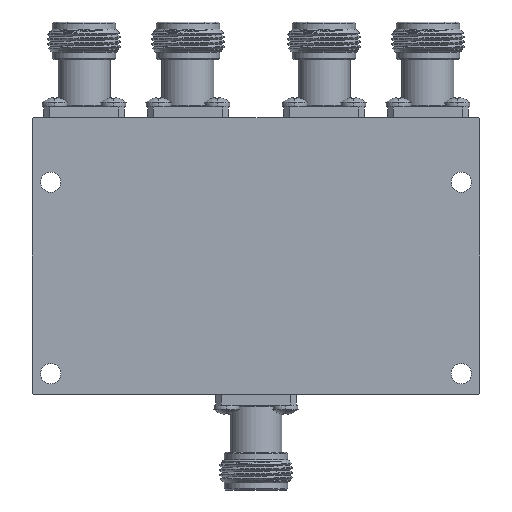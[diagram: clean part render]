
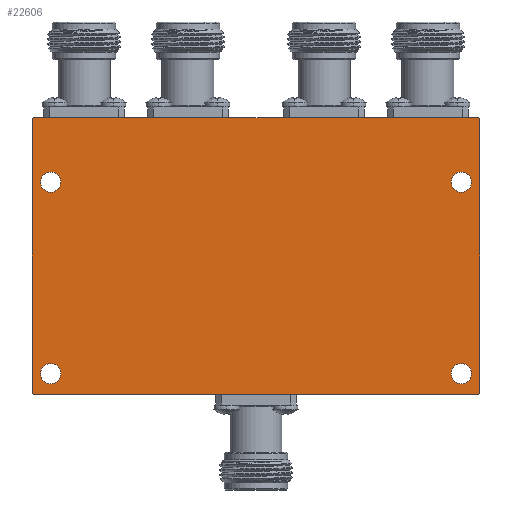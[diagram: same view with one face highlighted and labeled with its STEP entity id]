
A CAD part, front view. The second image highlights one B-rep face of the part: STEP entity #22606.
In plain terms, the highlighted planar face has unit normal (0, -1, 0).
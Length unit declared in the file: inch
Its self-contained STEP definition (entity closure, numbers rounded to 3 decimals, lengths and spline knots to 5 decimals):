
#72 = EDGE_LOOP ( 'NONE', ( #18792, #26506 ) ) ;
#193 = CARTESIAN_POINT ( 'NONE',  ( 1.90945, -0.3937, -1.1611 ) ) ;
#322 = EDGE_CURVE ( 'NONE', #34384, #14708, #23270, .T. ) ;
#730 = EDGE_CURVE ( 'NONE', #1971, #14105, #11160, .T. ) ;
#1558 = CIRCLE ( 'NONE', #7293, 0.02 ) ;
#1716 = CARTESIAN_POINT ( 'NONE',  ( -1.88945, -0.3937, 1.1811 ) ) ;
#1971 = VERTEX_POINT ( 'NONE', #27894 ) ;
#2302 = CARTESIAN_POINT ( 'NONE',  ( 1.90945, -0.3937, 1.1611 ) ) ;
#2478 = ORIENTED_EDGE ( 'NONE', *, *, #20211, .T. ) ;
#2491 = ORIENTED_EDGE ( 'NONE', *, *, #34450, .T. ) ;
#2902 = ORIENTED_EDGE ( 'NONE', *, *, #17294, .T. ) ;
#3154 = DIRECTION ( 'NONE',  ( 0., 0., -1. ) ) ;
#3703 = CARTESIAN_POINT ( 'NONE',  ( -1.88945, -0.3937, -1.1811 ) ) ;
#4264 = DIRECTION ( 'NONE',  ( 0., 0., 1. ) ) ;
#4678 = DIRECTION ( 'NONE',  ( 0., -1., 0. ) ) ;
#4801 = CARTESIAN_POINT ( 'NONE',  ( -1.75197, -0.3937, 0.62992 ) ) ;
#5161 = AXIS2_PLACEMENT_3D ( 'NONE', #20012, #16646, #6991 ) ;
#5469 = CARTESIAN_POINT ( 'NONE',  ( 1.75197, -0.3937, -1.00394 ) ) ;
#6195 = VERTEX_POINT ( 'NONE', #37160 ) ;
#6346 = EDGE_CURVE ( 'NONE', #6195, #13651, #35596, .T. ) ;
#6349 = CARTESIAN_POINT ( 'NONE',  ( 1.75197, -0.3937, 0.62992 ) ) ;
#6391 = EDGE_CURVE ( 'NONE', #44423, #18928, #9750, .T. ) ;
#6818 = VECTOR ( 'NONE', #34325, 39.37008 ) ;
#6915 = CARTESIAN_POINT ( 'NONE',  ( -1.90945, -0.3937, 1.1611 ) ) ;
#6991 = DIRECTION ( 'NONE',  ( 0., 0., 1. ) ) ;
#7021 = DIRECTION ( 'NONE',  ( 0., 1., 0. ) ) ;
#7030 = CARTESIAN_POINT ( 'NONE',  ( 1.75197, -0.3937, -1.00394 ) ) ;
#7293 = AXIS2_PLACEMENT_3D ( 'NONE', #10529, #27167, #31208 ) ;
#8457 = VERTEX_POINT ( 'NONE', #9491 ) ;
#8680 = CIRCLE ( 'NONE', #12271, 0.02 ) ;
#8896 = CARTESIAN_POINT ( 'NONE',  ( -1.90945, -0.3937, 1.1611 ) ) ;
#9434 = DIRECTION ( 'NONE',  ( 0., 1., 0. ) ) ;
#9489 = DIRECTION ( 'NONE',  ( 0., 0., 1. ) ) ;
#9491 = CARTESIAN_POINT ( 'NONE',  ( -1.75197, -0.3937, 0.54331 ) ) ;
#9549 = CARTESIAN_POINT ( 'NONE',  ( 1.75197, -0.3937, -1.09055 ) ) ;
#9750 = CIRCLE ( 'NONE', #44190, 0.08661 ) ;
#10341 = CARTESIAN_POINT ( 'NONE',  ( -1.88945, -0.3937, -1.1611 ) ) ;
#10459 = VECTOR ( 'NONE', #22336, 39.37008 ) ;
#10462 = AXIS2_PLACEMENT_3D ( 'NONE', #32888, #29952, #26572 ) ;
#10529 = CARTESIAN_POINT ( 'NONE',  ( -1.88945, -0.3937, 1.1611 ) ) ;
#10553 = DIRECTION ( 'NONE',  ( 0., 1., 0. ) ) ;
#10733 = FACE_BOUND ( 'NONE', #21140, .T. ) ;
#11034 = VERTEX_POINT ( 'NONE', #1716 ) ;
#11058 = ORIENTED_EDGE ( 'NONE', *, *, #40124, .F. ) ;
#11160 = LINE ( 'NONE', #6915, #6818 ) ;
#11400 = FACE_BOUND ( 'NONE', #39342, .T. ) ;
#11549 = DIRECTION ( 'NONE',  ( 0., 0., 1. ) ) ;
#12215 = DIRECTION ( 'NONE',  ( -1., 0., 0. ) ) ;
#12271 = AXIS2_PLACEMENT_3D ( 'NONE', #10341, #40456, #17080 ) ;
#12562 = VERTEX_POINT ( 'NONE', #18649 ) ;
#13492 = DIRECTION ( 'NONE',  ( 0., 0., -1. ) ) ;
#13651 = VERTEX_POINT ( 'NONE', #38405 ) ;
#14019 = DIRECTION ( 'NONE',  ( 0., 0., 1. ) ) ;
#14105 = VERTEX_POINT ( 'NONE', #8896 ) ;
#14413 = CARTESIAN_POINT ( 'NONE',  ( 1.75197, -0.3937, 0.71654 ) ) ;
#14472 = CIRCLE ( 'NONE', #22361, 0.08661 ) ;
#14708 = VERTEX_POINT ( 'NONE', #23982 ) ;
#14769 = LINE ( 'NONE', #31630, #10459 ) ;
#15400 = AXIS2_PLACEMENT_3D ( 'NONE', #21331, #35043, #4264 ) ;
#15789 = EDGE_CURVE ( 'NONE', #14105, #11034, #1558, .T. ) ;
#16448 = DIRECTION ( 'NONE',  ( 0., 0., 1. ) ) ;
#16524 = CIRCLE ( 'NONE', #22261, 0.08661 ) ;
#16640 = AXIS2_PLACEMENT_3D ( 'NONE', #21304, #4678, #38814 ) ;
#16646 = DIRECTION ( 'NONE',  ( 0., 1., 0. ) ) ;
#17080 = DIRECTION ( 'NONE',  ( 0., 0., -1. ) ) ;
#17294 = EDGE_CURVE ( 'NONE', #18031, #18705, #14472, .T. ) ;
#17575 = ORIENTED_EDGE ( 'NONE', *, *, #15789, .F. ) ;
#17748 = EDGE_CURVE ( 'NONE', #39984, #41396, #38202, .T. ) ;
#18031 = VERTEX_POINT ( 'NONE', #14413 ) ;
#18036 = CARTESIAN_POINT ( 'NONE',  ( -1.75197, -0.3937, -1.09055 ) ) ;
#18077 = AXIS2_PLACEMENT_3D ( 'NONE', #23573, #9434, #3154 ) ;
#18272 = DIRECTION ( 'NONE',  ( 0., 1., 0. ) ) ;
#18509 = CARTESIAN_POINT ( 'NONE',  ( 1.88945, -0.3937, -1.1811 ) ) ;
#18511 = DIRECTION ( 'NONE',  ( 0., 1., 0. ) ) ;
#18649 = CARTESIAN_POINT ( 'NONE',  ( -1.75197, -0.3937, 0.71654 ) ) ;
#18705 = VERTEX_POINT ( 'NONE', #38113 ) ;
#18792 = ORIENTED_EDGE ( 'NONE', *, *, #322, .T. ) ;
#18928 = VERTEX_POINT ( 'NONE', #9549 ) ;
#19299 = EDGE_CURVE ( 'NONE', #12562, #8457, #16524, .T. ) ;
#19977 = EDGE_CURVE ( 'NONE', #14708, #34384, #23691, .T. ) ;
#20012 = CARTESIAN_POINT ( 'NONE',  ( 1.75197, -0.3937, 0.62992 ) ) ;
#20211 = EDGE_CURVE ( 'NONE', #18928, #44423, #33792, .T. ) ;
#21140 = EDGE_LOOP ( 'NONE', ( #2478, #36775 ) ) ;
#21304 = CARTESIAN_POINT ( 'NONE',  ( -1.88945, -0.3937, 1.1611 ) ) ;
#21331 = CARTESIAN_POINT ( 'NONE',  ( -1.75197, -0.3937, -1.00394 ) ) ;
#22261 = AXIS2_PLACEMENT_3D ( 'NONE', #24481, #10553, #38186 ) ;
#22328 = LINE ( 'NONE', #32686, #26341 ) ;
#22336 = DIRECTION ( 'NONE',  ( 1., 0., 0. ) ) ;
#22340 = VECTOR ( 'NONE', #13492, 39.37008 ) ;
#22361 = AXIS2_PLACEMENT_3D ( 'NONE', #6349, #7021, #9489 ) ;
#22606 = ADVANCED_FACE ( 'NONE', ( #41731, #10733, #28503, #38381, #11400 ), #25118, .T. ) ;
#22687 = EDGE_LOOP ( 'NONE', ( #35653, #2902 ) ) ;
#22997 = AXIS2_PLACEMENT_3D ( 'NONE', #7030, #24092, #37575 ) ;
#23270 = CIRCLE ( 'NONE', #15400, 0.08661 ) ;
#23573 = CARTESIAN_POINT ( 'NONE',  ( 1.88945, -0.3937, -1.1611 ) ) ;
#23691 = CIRCLE ( 'NONE', #33070, 0.08661 ) ;
#23982 = CARTESIAN_POINT ( 'NONE',  ( -1.75197, -0.3937, -0.91732 ) ) ;
#24092 = DIRECTION ( 'NONE',  ( 0., 1., 0. ) ) ;
#24123 = ORIENTED_EDGE ( 'NONE', *, *, #6346, .F. ) ;
#24481 = CARTESIAN_POINT ( 'NONE',  ( -1.75197, -0.3937, 0.62992 ) ) ;
#24726 = CIRCLE ( 'NONE', #39079, 0.08661 ) ;
#25118 = PLANE ( 'NONE',  #16640 ) ;
#26341 = VECTOR ( 'NONE', #12215, 39.37008 ) ;
#26506 = ORIENTED_EDGE ( 'NONE', *, *, #19977, .T. ) ;
#26572 = DIRECTION ( 'NONE',  ( 0., 0., 1. ) ) ;
#27153 = EDGE_CURVE ( 'NONE', #13651, #39984, #33085, .T. ) ;
#27167 = DIRECTION ( 'NONE',  ( 0., 1., 0. ) ) ;
#27196 = EDGE_CURVE ( 'NONE', #31139, #1971, #8680, .T. ) ;
#27894 = CARTESIAN_POINT ( 'NONE',  ( -1.90945, -0.3937, -1.1611 ) ) ;
#28271 = EDGE_CURVE ( 'NONE', #18705, #18031, #28844, .T. ) ;
#28503 = FACE_OUTER_BOUND ( 'NONE', #42675, .T. ) ;
#28844 = CIRCLE ( 'NONE', #5161, 0.08661 ) ;
#29952 = DIRECTION ( 'NONE',  ( 0., 1., 0. ) ) ;
#31139 = VERTEX_POINT ( 'NONE', #3703 ) ;
#31208 = DIRECTION ( 'NONE',  ( 0., 0., -1. ) ) ;
#31630 = CARTESIAN_POINT ( 'NONE',  ( -1.88945, -0.3937, 1.1811 ) ) ;
#32686 = CARTESIAN_POINT ( 'NONE',  ( -1.88945, -0.3937, -1.1811 ) ) ;
#32888 = CARTESIAN_POINT ( 'NONE',  ( 1.88945, -0.3937, 1.1611 ) ) ;
#33070 = AXIS2_PLACEMENT_3D ( 'NONE', #35606, #18511, #11549 ) ;
#33085 = LINE ( 'NONE', #2302, #22340 ) ;
#33792 = CIRCLE ( 'NONE', #22997, 0.08661 ) ;
#34325 = DIRECTION ( 'NONE',  ( 0., 0., 1. ) ) ;
#34363 = ORIENTED_EDGE ( 'NONE', *, *, #19299, .T. ) ;
#34384 = VERTEX_POINT ( 'NONE', #18036 ) ;
#34450 = EDGE_CURVE ( 'NONE', #8457, #12562, #24726, .T. ) ;
#35043 = DIRECTION ( 'NONE',  ( 0., 1., 0. ) ) ;
#35596 = CIRCLE ( 'NONE', #10462, 0.02 ) ;
#35606 = CARTESIAN_POINT ( 'NONE',  ( -1.75197, -0.3937, -1.00394 ) ) ;
#35653 = ORIENTED_EDGE ( 'NONE', *, *, #28271, .T. ) ;
#36113 = ORIENTED_EDGE ( 'NONE', *, *, #27153, .F. ) ;
#36775 = ORIENTED_EDGE ( 'NONE', *, *, #6391, .T. ) ;
#37160 = CARTESIAN_POINT ( 'NONE',  ( 1.88945, -0.3937, 1.1811 ) ) ;
#37575 = DIRECTION ( 'NONE',  ( 0., 0., 1. ) ) ;
#37657 = CARTESIAN_POINT ( 'NONE',  ( 1.75197, -0.3937, -0.91732 ) ) ;
#38113 = CARTESIAN_POINT ( 'NONE',  ( 1.75197, -0.3937, 0.54331 ) ) ;
#38186 = DIRECTION ( 'NONE',  ( 0., 0., 1. ) ) ;
#38202 = CIRCLE ( 'NONE', #18077, 0.02 ) ;
#38381 = FACE_BOUND ( 'NONE', #72, .T. ) ;
#38405 = CARTESIAN_POINT ( 'NONE',  ( 1.90945, -0.3937, 1.1611 ) ) ;
#38814 = DIRECTION ( 'NONE',  ( 0., 0., -1. ) ) ;
#39079 = AXIS2_PLACEMENT_3D ( 'NONE', #4801, #18272, #14019 ) ;
#39342 = EDGE_LOOP ( 'NONE', ( #2491, #34363 ) ) ;
#39984 = VERTEX_POINT ( 'NONE', #193 ) ;
#40124 = EDGE_CURVE ( 'NONE', #11034, #6195, #14769, .T. ) ;
#40456 = DIRECTION ( 'NONE',  ( 0., 1., 0. ) ) ;
#41396 = VERTEX_POINT ( 'NONE', #18509 ) ;
#41471 = ORIENTED_EDGE ( 'NONE', *, *, #27196, .F. ) ;
#41482 = EDGE_CURVE ( 'NONE', #41396, #31139, #22328, .T. ) ;
#41503 = ORIENTED_EDGE ( 'NONE', *, *, #17748, .F. ) ;
#41657 = ORIENTED_EDGE ( 'NONE', *, *, #41482, .F. ) ;
#41731 = FACE_BOUND ( 'NONE', #22687, .T. ) ;
#42675 = EDGE_LOOP ( 'NONE', ( #17575, #42726, #41471, #41657, #41503, #36113, #24123, #11058 ) ) ;
#42726 = ORIENTED_EDGE ( 'NONE', *, *, #730, .F. ) ;
#43407 = DIRECTION ( 'NONE',  ( 0., 1., 0. ) ) ;
#44190 = AXIS2_PLACEMENT_3D ( 'NONE', #5469, #43407, #16448 ) ;
#44423 = VERTEX_POINT ( 'NONE', #37657 ) ;
